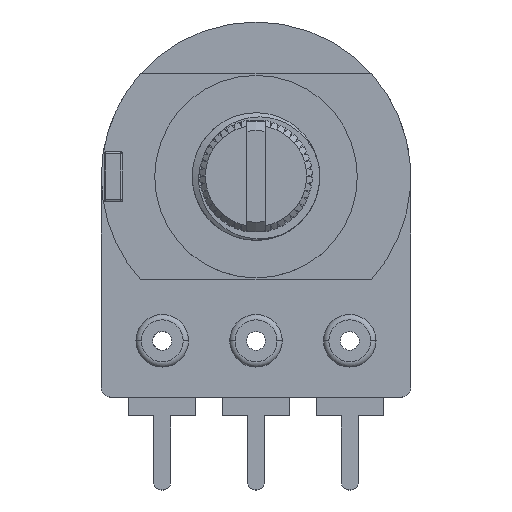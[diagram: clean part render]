
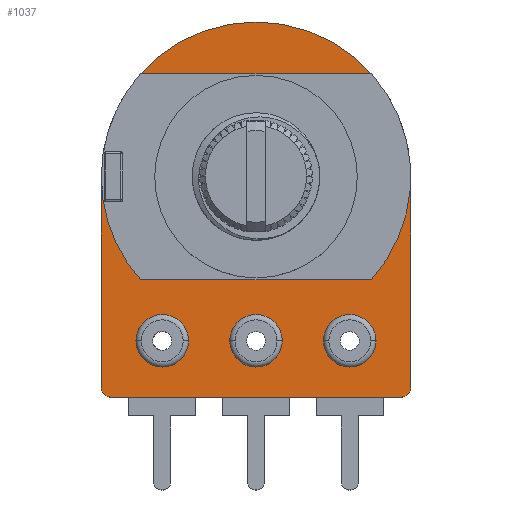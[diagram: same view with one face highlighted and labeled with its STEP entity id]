
A CAD part, top view. The second image highlights one B-rep face of the part: STEP entity #1037.
In plain terms, the highlighted planar face has unit normal (0, 0, 1).
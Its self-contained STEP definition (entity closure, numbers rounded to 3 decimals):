
#159 = EDGE_CURVE ( 'NONE', #6968, #6436, #2423, .T. ) ;
#167 = FACE_BOUND ( 'NONE', #4885, .T. ) ;
#289 = EDGE_CURVE ( 'NONE', #6657, #9534, #1920, .T. ) ;
#503 = VERTEX_POINT ( 'NONE', #9912 ) ;
#558 = AXIS2_PLACEMENT_3D ( 'NONE', #6103, #8338, #7565 ) ;
#779 = EDGE_CURVE ( 'NONE', #10119, #5736, #6534, .T. ) ;
#851 = DIRECTION ( 'NONE',  ( 0., 0., 1. ) ) ;
#1035 = FACE_BOUND ( 'NONE', #7635, .T. ) ;
#1037 = ADVANCED_FACE ( 'NONE', ( #167, #7740, #3171, #1035 ), #1939, .T. ) ;
#1039 = VERTEX_POINT ( 'NONE', #5942 ) ;
#1074 = AXIS2_PLACEMENT_3D ( 'NONE', #2838, #3646, #5139 ) ;
#1111 = EDGE_CURVE ( 'NONE', #9557, #5854, #3782, .T. ) ;
#1244 = EDGE_CURVE ( 'NONE', #503, #1039, #8224, .T. ) ;
#1586 = DIRECTION ( 'NONE',  ( 0., 1., 0. ) ) ;
#1661 = EDGE_CURVE ( 'NONE', #5736, #9557, #8472, .T. ) ;
#1678 = CARTESIAN_POINT ( 'NONE',  ( 5., -8.75, 7.1 ) ) ;
#1748 = DIRECTION ( 'NONE',  ( 1., 0., 0. ) ) ;
#1920 = CIRCLE ( 'NONE', #8594, 0.5 ) ;
#1939 = PLANE ( 'NONE',  #6034 ) ;
#1966 = CARTESIAN_POINT ( 'NONE',  ( -5., -8.75, 7.1 ) ) ;
#2048 = DIRECTION ( 'NONE',  ( 0., 0., 1. ) ) ;
#2106 = DIRECTION ( 'NONE',  ( 1., 0., 0. ) ) ;
#2121 = CIRCLE ( 'NONE', #7365, 8.25 ) ;
#2401 = EDGE_LOOP ( 'NONE', ( #6488, #7994 ) ) ;
#2402 = CARTESIAN_POINT ( 'NONE',  ( -7.75, -11.25, 7.1 ) ) ;
#2420 = ORIENTED_EDGE ( 'NONE', *, *, #8520, .F. ) ;
#2423 = CIRCLE ( 'NONE', #9258, 0.5 ) ;
#2436 = LINE ( 'NONE', #5563, #9118 ) ;
#2478 = DIRECTION ( 'NONE',  ( 1., 0., 0. ) ) ;
#2791 = CARTESIAN_POINT ( 'NONE',  ( 5.5, -8.75, 7.1 ) ) ;
#2836 = CIRCLE ( 'NONE', #558, 0.5 ) ;
#2838 = CARTESIAN_POINT ( 'NONE',  ( 0., -8.75, 7.1 ) ) ;
#3109 = EDGE_CURVE ( 'NONE', #6213, #4011, #2121, .T. ) ;
#3163 = ORIENTED_EDGE ( 'NONE', *, *, #9300, .F. ) ;
#3171 = FACE_BOUND ( 'NONE', #2401, .T. ) ;
#3520 = DIRECTION ( 'NONE',  ( 1., 0., 0. ) ) ;
#3581 = DIRECTION ( 'NONE',  ( 1., 0., 0. ) ) ;
#3646 = DIRECTION ( 'NONE',  ( 0., 0., 1. ) ) ;
#3756 = CARTESIAN_POINT ( 'NONE',  ( -8.25, -11.25, 7.1 ) ) ;
#3782 = CIRCLE ( 'NONE', #6957, 0.5 ) ;
#3902 = AXIS2_PLACEMENT_3D ( 'NONE', #2402, #7133, #8638 ) ;
#4011 = VERTEX_POINT ( 'NONE', #8732 ) ;
#4279 = CARTESIAN_POINT ( 'NONE',  ( 4.5, -8.75, 7.1 ) ) ;
#4343 = CARTESIAN_POINT ( 'NONE',  ( 0., 0., 7.1 ) ) ;
#4468 = DIRECTION ( 'NONE',  ( 0., 0., 1. ) ) ;
#4588 = ORIENTED_EDGE ( 'NONE', *, *, #10230, .T. ) ;
#4687 = EDGE_LOOP ( 'NONE', ( #4812, #5589, #4588, #9044, #9595, #6952 ) ) ;
#4744 = DIRECTION ( 'NONE',  ( 1., 0., 0. ) ) ;
#4765 = VECTOR ( 'NONE', #2478, 1000. ) ;
#4786 = CARTESIAN_POINT ( 'NONE',  ( -5., -8.75, 7.1 ) ) ;
#4812 = ORIENTED_EDGE ( 'NONE', *, *, #1661, .T. ) ;
#4835 = VECTOR ( 'NONE', #5126, 1000. ) ;
#4873 = ORIENTED_EDGE ( 'NONE', *, *, #1244, .F. ) ;
#4885 = EDGE_LOOP ( 'NONE', ( #4873, #2420 ) ) ;
#4946 = CIRCLE ( 'NONE', #7038, 0.5 ) ;
#5126 = DIRECTION ( 'NONE',  ( 0., -1., 0. ) ) ;
#5139 = DIRECTION ( 'NONE',  ( 1., 0., 0. ) ) ;
#5426 = EDGE_CURVE ( 'NONE', #6436, #6968, #10179, .T. ) ;
#5563 = CARTESIAN_POINT ( 'NONE',  ( 8.25, -11.75, 7.1 ) ) ;
#5589 = ORIENTED_EDGE ( 'NONE', *, *, #1111, .T. ) ;
#5590 = CARTESIAN_POINT ( 'NONE',  ( -7.75, -11.75, 7.1 ) ) ;
#5624 = CARTESIAN_POINT ( 'NONE',  ( 8.25, -11.25, 7.1 ) ) ;
#5645 = CARTESIAN_POINT ( 'NONE',  ( 0., 0., 7.1 ) ) ;
#5667 = CARTESIAN_POINT ( 'NONE',  ( -5.5, -8.75, 7.1 ) ) ;
#5736 = VERTEX_POINT ( 'NONE', #5590 ) ;
#5792 = CARTESIAN_POINT ( 'NONE',  ( -8.25, -11.75, 7.1 ) ) ;
#5854 = VERTEX_POINT ( 'NONE', #5624 ) ;
#5942 = CARTESIAN_POINT ( 'NONE',  ( 0.5, -8.75, 7.1 ) ) ;
#6034 = AXIS2_PLACEMENT_3D ( 'NONE', #4343, #6691, #3520 ) ;
#6103 = CARTESIAN_POINT ( 'NONE',  ( 0., -8.75, 7.1 ) ) ;
#6147 = CARTESIAN_POINT ( 'NONE',  ( 8.25, 0., 7.1 ) ) ;
#6197 = DIRECTION ( 'NONE',  ( 1., 0., 0. ) ) ;
#6213 = VERTEX_POINT ( 'NONE', #6147 ) ;
#6436 = VERTEX_POINT ( 'NONE', #8914 ) ;
#6475 = AXIS2_PLACEMENT_3D ( 'NONE', #4786, #7705, #4744 ) ;
#6488 = ORIENTED_EDGE ( 'NONE', *, *, #159, .F. ) ;
#6534 = CIRCLE ( 'NONE', #3902, 0.5 ) ;
#6657 = VERTEX_POINT ( 'NONE', #2791 ) ;
#6683 = CARTESIAN_POINT ( 'NONE',  ( 7.75, -11.75, 7.1 ) ) ;
#6691 = DIRECTION ( 'NONE',  ( 0., 0., 1. ) ) ;
#6952 = ORIENTED_EDGE ( 'NONE', *, *, #779, .T. ) ;
#6957 = AXIS2_PLACEMENT_3D ( 'NONE', #9899, #2048, #3581 ) ;
#6968 = VERTEX_POINT ( 'NONE', #5667 ) ;
#7038 = AXIS2_PLACEMENT_3D ( 'NONE', #10138, #10175, #6197 ) ;
#7133 = DIRECTION ( 'NONE',  ( 0., 0., 1. ) ) ;
#7279 = DIRECTION ( 'NONE',  ( 0., 0., 1. ) ) ;
#7365 = AXIS2_PLACEMENT_3D ( 'NONE', #5645, #851, #8040 ) ;
#7565 = DIRECTION ( 'NONE',  ( 1., 0., 0. ) ) ;
#7635 = EDGE_LOOP ( 'NONE', ( #3163, #8099 ) ) ;
#7705 = DIRECTION ( 'NONE',  ( 0., 0., 1. ) ) ;
#7740 = FACE_OUTER_BOUND ( 'NONE', #4687, .T. ) ;
#7994 = ORIENTED_EDGE ( 'NONE', *, *, #5426, .F. ) ;
#8040 = DIRECTION ( 'NONE',  ( 1., 0., 0. ) ) ;
#8099 = ORIENTED_EDGE ( 'NONE', *, *, #289, .F. ) ;
#8224 = CIRCLE ( 'NONE', #1074, 0.5 ) ;
#8231 = CARTESIAN_POINT ( 'NONE',  ( -8.25, 0., 7.1 ) ) ;
#8338 = DIRECTION ( 'NONE',  ( 0., 0., 1. ) ) ;
#8386 = EDGE_CURVE ( 'NONE', #4011, #10119, #9152, .T. ) ;
#8472 = LINE ( 'NONE', #5792, #4765 ) ;
#8520 = EDGE_CURVE ( 'NONE', #1039, #503, #2836, .T. ) ;
#8594 = AXIS2_PLACEMENT_3D ( 'NONE', #1678, #7279, #1748 ) ;
#8638 = DIRECTION ( 'NONE',  ( 1., 0., 0. ) ) ;
#8732 = CARTESIAN_POINT ( 'NONE',  ( -8.25, 0., 7.1 ) ) ;
#8914 = CARTESIAN_POINT ( 'NONE',  ( -4.5, -8.75, 7.1 ) ) ;
#9044 = ORIENTED_EDGE ( 'NONE', *, *, #3109, .T. ) ;
#9118 = VECTOR ( 'NONE', #1586, 1000. ) ;
#9152 = LINE ( 'NONE', #8231, #4835 ) ;
#9258 = AXIS2_PLACEMENT_3D ( 'NONE', #1966, #4468, #2106 ) ;
#9300 = EDGE_CURVE ( 'NONE', #9534, #6657, #4946, .T. ) ;
#9534 = VERTEX_POINT ( 'NONE', #4279 ) ;
#9557 = VERTEX_POINT ( 'NONE', #6683 ) ;
#9595 = ORIENTED_EDGE ( 'NONE', *, *, #8386, .T. ) ;
#9899 = CARTESIAN_POINT ( 'NONE',  ( 7.75, -11.25, 7.1 ) ) ;
#9912 = CARTESIAN_POINT ( 'NONE',  ( -0.5, -8.75, 7.1 ) ) ;
#10119 = VERTEX_POINT ( 'NONE', #3756 ) ;
#10138 = CARTESIAN_POINT ( 'NONE',  ( 5., -8.75, 7.1 ) ) ;
#10175 = DIRECTION ( 'NONE',  ( 0., 0., 1. ) ) ;
#10179 = CIRCLE ( 'NONE', #6475, 0.5 ) ;
#10230 = EDGE_CURVE ( 'NONE', #5854, #6213, #2436, .T. ) ;
